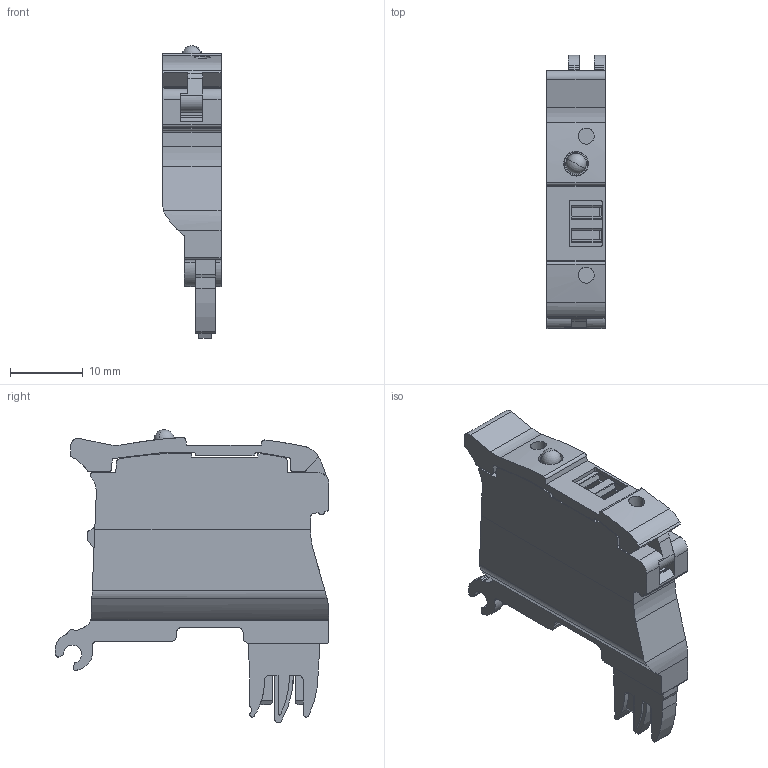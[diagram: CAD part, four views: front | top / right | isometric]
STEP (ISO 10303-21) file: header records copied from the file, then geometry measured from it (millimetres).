
FILE_DESCRIPTION(('CATIA V5 STEP Exchange','CAx-IF Rec.Pracs.--- Model Styling and Organization---1.5--- 2016-08-15','CAx-IF Rec.Pracs.---Supplemental Geometry---1.0---2011-11-01','CAx-IF Rec.Pracs.--- Composite Materials ---1.1---2010-07-15'),'2;1');
FILE_NAME ('2128361-1_1', '2025-09-03T05:53:15+00:00', ('none'), ('Weidmueller'), 'CATIA Version 5-6 Release 2024 SP4', 'CATIA V5 STEP AP214 v3', 'none');
FILE_SCHEMA(('AUTOMOTIVE_DESIGN { 1 0 10303 214 1 1 1 1 }'));
Length unit declared in the file: millimetre
Products named in the file (1): 3125630000
Bounding box: 8 x 37.7 x 40.3 mm (x, y, z)
Volume: 5677.8 mm3; surface area: 4013 mm2
Topology: 2 solids, 2 shells, 311 faces, 947 edges, 638 vertices
Faces by surface type: plane 159, cylinder 148, cone 2, sphere 2
Entity records: 11132 total; most frequent: CARTESIAN_POINT 3143, ORIENTED_EDGE 1890, DIRECTION 1274, EDGE_CURVE 945, VERTEX_POINT 638, VECTOR 594, LINE 594, AXIS2_PLACEMENT_3D 432
